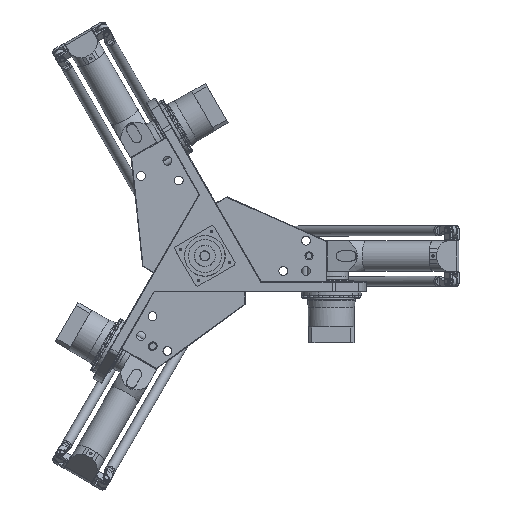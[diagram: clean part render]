
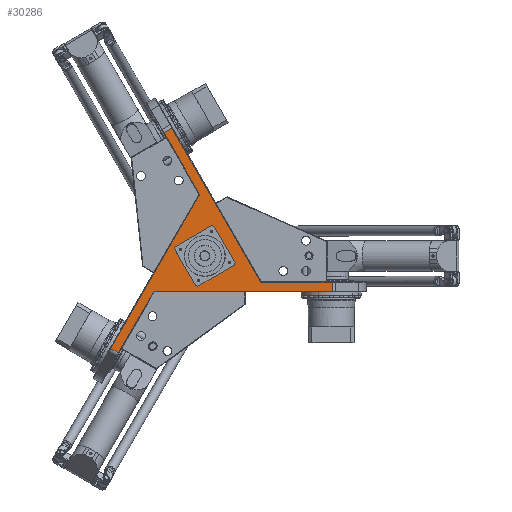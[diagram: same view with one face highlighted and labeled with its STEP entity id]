
A CAD part, top view. The second image highlights one B-rep face of the part: STEP entity #30286.
In plain terms, the highlighted planar face has unit normal (0, 0, 1).
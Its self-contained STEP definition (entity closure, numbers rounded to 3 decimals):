
#793=FACE_BOUND('',#7120,.T.);
#4920=FACE_OUTER_BOUND('',#7119,.T.);
#7119=EDGE_LOOP('',(#24967,#24968,#24969,#24970,#24971,#24972,#24973,#24974,
#24975));
#7120=EDGE_LOOP('',(#24976,#24977,#24978,#24979,#24980,#24981,#24982,#24983));
#9444=LINE('',#53958,#11940);
#9446=LINE('',#53962,#11942);
#9448=LINE('',#53966,#11944);
#9451=LINE('',#53972,#11947);
#9454=LINE('',#53977,#11950);
#9456=LINE('',#53981,#11952);
#9457=LINE('',#53983,#11953);
#9458=LINE('',#53985,#11954);
#9874=LINE('',#55433,#12370);
#9879=LINE('',#55445,#12375);
#9899=LINE('',#55503,#12395);
#9900=LINE('',#55507,#12396);
#9901=LINE('',#55509,#12397);
#9902=LINE('',#55511,#12398);
#9903=LINE('',#55513,#12399);
#9904=LINE('',#55515,#12400);
#9905=LINE('',#55516,#12401);
#11940=VECTOR('',#38192,10.);
#11942=VECTOR('',#38196,10.);
#11944=VECTOR('',#38200,10.);
#11947=VECTOR('',#38205,10.);
#11950=VECTOR('',#38210,10.);
#11952=VECTOR('',#38214,10.);
#11953=VECTOR('',#38217,10.);
#11954=VECTOR('',#38220,10.);
#12370=VECTOR('',#39854,10.);
#12375=VECTOR('',#39867,10.);
#12395=VECTOR('',#39931,10.);
#12396=VECTOR('',#39936,10.);
#12397=VECTOR('',#39937,10.);
#12398=VECTOR('',#39938,10.);
#12399=VECTOR('',#39939,10.);
#12400=VECTOR('',#39940,10.);
#12401=VECTOR('',#39941,10.);
#14467=VERTEX_POINT('',#53955);
#14468=VERTEX_POINT('',#53957);
#14469=VERTEX_POINT('',#53961);
#14470=VERTEX_POINT('',#53965);
#14471=VERTEX_POINT('',#53969);
#14472=VERTEX_POINT('',#53971);
#14473=VERTEX_POINT('',#53975);
#14474=VERTEX_POINT('',#53979);
#14895=VERTEX_POINT('',#55427);
#14897=VERTEX_POINT('',#55431);
#14899=VERTEX_POINT('',#55437);
#14916=VERTEX_POINT('',#55502);
#14917=VERTEX_POINT('',#55506);
#14918=VERTEX_POINT('',#55508);
#14919=VERTEX_POINT('',#55510);
#14920=VERTEX_POINT('',#55512);
#14921=VERTEX_POINT('',#55514);
#17778=EDGE_CURVE('',#14467,#14468,#9444,.F.);
#17780=EDGE_CURVE('',#14469,#14468,#9446,.T.);
#17782=EDGE_CURVE('',#14469,#14470,#9448,.F.);
#17785=EDGE_CURVE('',#14471,#14472,#9451,.F.);
#17788=EDGE_CURVE('',#14471,#14473,#9454,.T.);
#17790=EDGE_CURVE('',#14474,#14473,#9456,.F.);
#17791=EDGE_CURVE('',#14474,#14470,#9457,.T.);
#17792=EDGE_CURVE('',#14467,#14472,#9458,.T.);
#18429=EDGE_CURVE('',#14897,#14895,#9874,.T.);
#18435=EDGE_CURVE('',#14899,#14897,#9879,.T.);
#18464=EDGE_CURVE('',#14895,#14916,#9899,.T.);
#18466=EDGE_CURVE('',#14917,#14899,#9900,.T.);
#18467=EDGE_CURVE('',#14918,#14917,#9901,.T.);
#18468=EDGE_CURVE('',#14919,#14918,#9902,.T.);
#18469=EDGE_CURVE('',#14920,#14919,#9903,.T.);
#18470=EDGE_CURVE('',#14921,#14920,#9904,.T.);
#18471=EDGE_CURVE('',#14916,#14921,#9905,.T.);
#24967=ORIENTED_EDGE('',*,*,#18429,.F.);
#24968=ORIENTED_EDGE('',*,*,#18435,.F.);
#24969=ORIENTED_EDGE('',*,*,#18466,.F.);
#24970=ORIENTED_EDGE('',*,*,#18467,.F.);
#24971=ORIENTED_EDGE('',*,*,#18468,.F.);
#24972=ORIENTED_EDGE('',*,*,#18469,.F.);
#24973=ORIENTED_EDGE('',*,*,#18470,.F.);
#24974=ORIENTED_EDGE('',*,*,#18471,.F.);
#24975=ORIENTED_EDGE('',*,*,#18464,.F.);
#24976=ORIENTED_EDGE('',*,*,#17788,.T.);
#24977=ORIENTED_EDGE('',*,*,#17790,.F.);
#24978=ORIENTED_EDGE('',*,*,#17791,.T.);
#24979=ORIENTED_EDGE('',*,*,#17782,.F.);
#24980=ORIENTED_EDGE('',*,*,#17780,.T.);
#24981=ORIENTED_EDGE('',*,*,#17778,.F.);
#24982=ORIENTED_EDGE('',*,*,#17792,.T.);
#24983=ORIENTED_EDGE('',*,*,#17785,.F.);
#28827=PLANE('',#33145);
#30286=ADVANCED_FACE('',(#4920,#793),#28827,.T.);
#33145=AXIS2_PLACEMENT_3D('',#55505,#39934,#39935);
#38192=DIRECTION('',(-0.259,0.966,0.));
#38196=DIRECTION('',(-0.866,0.5,0.));
#38200=DIRECTION('',(-0.966,-0.259,0.));
#38205=DIRECTION('',(0.966,0.259,0.));
#38210=DIRECTION('',(0.866,-0.5,0.));
#38214=DIRECTION('',(0.259,-0.966,0.));
#38217=DIRECTION('',(-0.5,-0.866,0.));
#38220=DIRECTION('',(0.5,0.866,0.));
#39854=DIRECTION('',(-0.5,0.866,0.));
#39867=DIRECTION('',(0.5,0.866,0.));
#39931=DIRECTION('',(0.866,0.5,0.));
#39934=DIRECTION('center_axis',(0.,0.,1.));
#39935=DIRECTION('ref_axis',(1.,0.,0.));
#39936=DIRECTION('',(-0.866,0.5,0.));
#39937=DIRECTION('',(-0.5,-0.866,0.));
#39938=DIRECTION('',(-1.,0.,0.));
#39939=DIRECTION('',(0.,-1.,0.));
#39940=DIRECTION('',(1.,0.,0.));
#39941=DIRECTION('',(0.5,-0.866,0.));
#53955=CARTESIAN_POINT('',(-38.615,-8.883,100.));
#53957=CARTESIAN_POINT('',(-37.517,-12.981,100.));
#53958=CARTESIAN_POINT('',(-53.958,48.378,100.));
#53961=CARTESIAN_POINT('',(7.517,-38.981,100.));
#53962=CARTESIAN_POINT('',(-30.508,-17.027,100.));
#53965=CARTESIAN_POINT('',(11.615,-37.883,100.));
#53966=CARTESIAN_POINT('',(24.607,-34.401,100.));
#53969=CARTESIAN_POINT('',(-7.517,38.981,100.));
#53971=CARTESIAN_POINT('',(-11.615,37.883,100.));
#53972=CARTESIAN_POINT('',(4.792,42.279,100.));
#53975=CARTESIAN_POINT('',(37.517,12.981,100.));
#53977=CARTESIAN_POINT('',(-25.622,49.434,100.));
#53979=CARTESIAN_POINT('',(38.615,8.883,100.));
#53981=CARTESIAN_POINT('',(22.357,69.558,100.));
#53983=CARTESIAN_POINT('',(59.579,45.194,100.));
#53985=CARTESIAN_POINT('',(-5.651,48.213,100.));
#55427=CARTESIAN_POINT('',(-80.715,243.802,100.));
#55431=CARTESIAN_POINT('',(-10.392,122.,100.));
#55433=CARTESIAN_POINT('',(-10.338,121.907,100.));
#55437=CARTESIAN_POINT('',(-186.37,-182.802,100.));
#55445=CARTESIAN_POINT('',(-113.657,-56.86,100.));
#55502=CARTESIAN_POINT('',(-65.126,252.802,100.));
#55503=CARTESIAN_POINT('',(-64.26,253.302,100.));
#55505=CARTESIAN_POINT('Origin',(-2.202,125.813,100.));
#55506=CARTESIAN_POINT('',(-170.781,-191.802,100.));
#55507=CARTESIAN_POINT('',(-187.236,-182.302,100.));
#55508=CARTESIAN_POINT('',(-100.459,-70.,100.));
#55509=CARTESIAN_POINT('',(-45.926,24.453,100.));
#55510=CARTESIAN_POINT('',(251.496,-70.,100.));
#55511=CARTESIAN_POINT('',(158.898,-70.,100.));
#55512=CARTESIAN_POINT('',(251.496,-52.,100.));
#55513=CARTESIAN_POINT('',(251.496,-71.,100.));
#55514=CARTESIAN_POINT('',(110.851,-52.,100.));
#55515=CARTESIAN_POINT('',(54.613,-52.,100.));
#55516=CARTESIAN_POINT('',(-46.892,221.22,100.));
